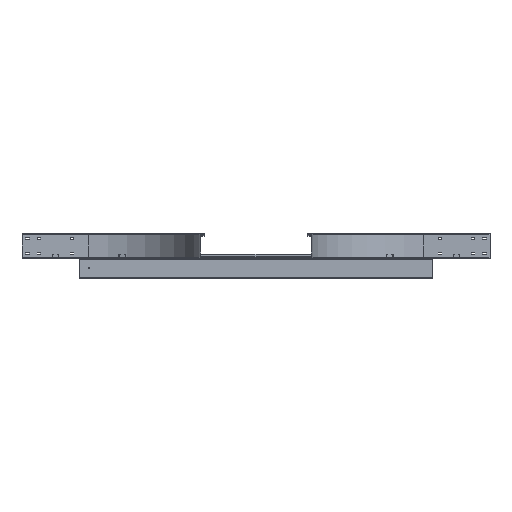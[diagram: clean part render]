
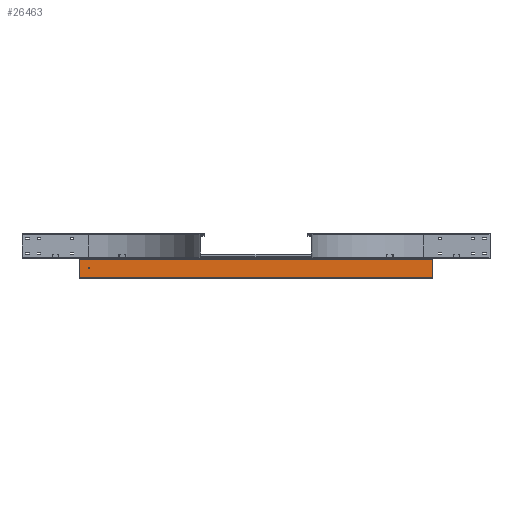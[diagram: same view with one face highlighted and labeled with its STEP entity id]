
A CAD part, top view. The second image highlights one B-rep face of the part: STEP entity #26463.
In plain terms, the highlighted face is planar.
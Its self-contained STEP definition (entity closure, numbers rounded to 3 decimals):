
#25948=DIRECTION('',(0.,0.,-1.));
#25949=VECTOR('',#25948,81.);
#25950=CARTESIAN_POINT('',(0.,0.,40.5));
#25951=LINE('',#25950,#25949);
#25977=DIRECTION('',(-1.,0.,0.));
#25978=VECTOR('',#25977,1580.);
#25979=CARTESIAN_POINT('',(1580.,0.,40.5));
#25980=LINE('',#25979,#25978);
#25985=DIRECTION('',(0.,0.,-1.));
#25986=VECTOR('',#25985,81.);
#25987=CARTESIAN_POINT('',(1580.,0.,40.5));
#25988=LINE('',#25987,#25986);
#25989=CARTESIAN_POINT('',(40.,0.,0.));
#25990=DIRECTION('',(0.,-1.,0.));
#25991=DIRECTION('',(0.,0.,-1.));
#25992=AXIS2_PLACEMENT_3D('',#25989,#25990,#25991);
#25994=CARTESIAN_POINT('',(40.,0.,0.));
#25995=DIRECTION('',(0.,-1.,0.));
#25996=DIRECTION('',(0.,0.,1.));
#25997=AXIS2_PLACEMENT_3D('',#25994,#25995,#25996);
#26003=DIRECTION('',(1.,0.,0.));
#26004=VECTOR('',#26003,1580.);
#26005=CARTESIAN_POINT('',(0.,0.,-40.5));
#26006=LINE('',#26005,#26004);
#26268=CARTESIAN_POINT('',(0.,0.,-40.5));
#26269=VERTEX_POINT('',#26268);
#26270=CARTESIAN_POINT('',(1580.,0.,-40.5));
#26271=VERTEX_POINT('',#26270);
#26272=CARTESIAN_POINT('',(40.,0.,-3.));
#26273=CARTESIAN_POINT('',(40.,0.,3.));
#26274=VERTEX_POINT('',#26272);
#26275=VERTEX_POINT('',#26273);
#26276=CARTESIAN_POINT('',(0.,0.,40.5));
#26277=VERTEX_POINT('',#26276);
#26278=CARTESIAN_POINT('',(1580.,0.,40.5));
#26279=VERTEX_POINT('',#26278);
#26444=CARTESIAN_POINT('',(1580.,0.,-40.5));
#26445=DIRECTION('',(0.,-1.,0.));
#26446=DIRECTION('',(0.,0.,-1.));
#26447=AXIS2_PLACEMENT_3D('',#26444,#26445,#26446);
#26448=PLANE('',#26447);
#26449=ORIENTED_EDGE('',*,*,#26392,.T.);
#26451=ORIENTED_EDGE('',*,*,#26450,.T.);
#26453=ORIENTED_EDGE('',*,*,#26452,.F.);
#26454=ORIENTED_EDGE('',*,*,#26436,.T.);
#26455=EDGE_LOOP('',(#26449,#26451,#26453,#26454));
#26456=FACE_OUTER_BOUND('',#26455,.F.);
#26458=ORIENTED_EDGE('',*,*,#26457,.F.);
#26460=ORIENTED_EDGE('',*,*,#26459,.F.);
#26461=EDGE_LOOP('',(#26458,#26460));
#26462=FACE_BOUND('',#26461,.F.);
#26463=ADVANCED_FACE('',(#26456,#26462),#26448,.F.);
#25993=CIRCLE('',#25992,3.);
#25998=CIRCLE('',#25997,3.);
#26392=EDGE_CURVE('',#26277,#26269,#25951,.T.);
#26436=EDGE_CURVE('',#26279,#26277,#25980,.T.);
#26450=EDGE_CURVE('',#26269,#26271,#26006,.T.);
#26452=EDGE_CURVE('',#26279,#26271,#25988,.T.);
#26457=EDGE_CURVE('',#26274,#26275,#25993,.T.);
#26459=EDGE_CURVE('',#26275,#26274,#25998,.T.);
